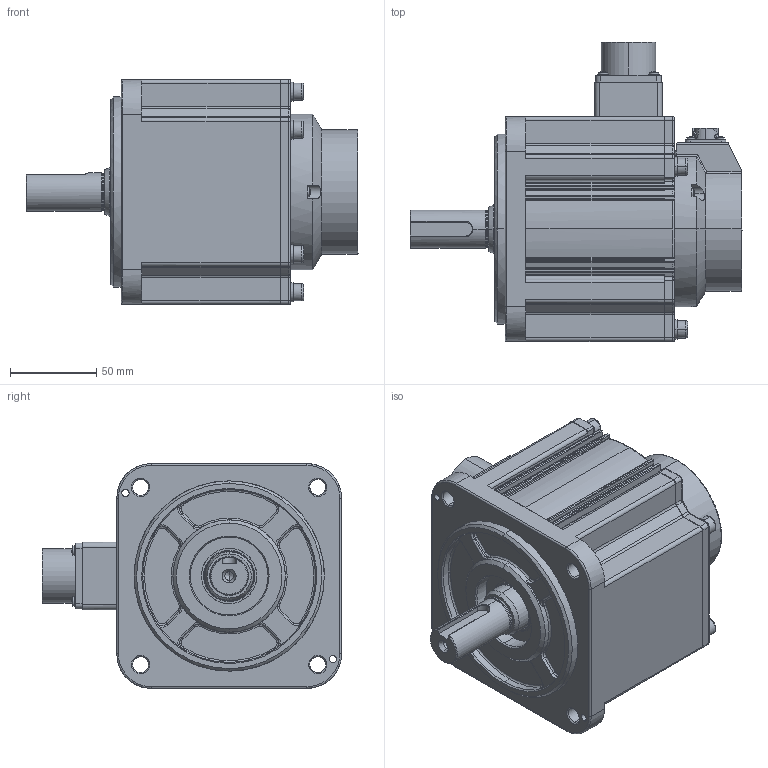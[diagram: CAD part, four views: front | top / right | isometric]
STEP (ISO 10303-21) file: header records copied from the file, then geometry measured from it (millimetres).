
FILE_DESCRIPTION (( 'STEP AP214' ), '1' );
FILE_NAME ('4611170001549 SM3M-132ATNUV.STEP', '2024-02-05T01:02:01', ( '' ), ( '' ), 'SwSTEP 2.0', 'SolidWorks 2015', '' );
FILE_SCHEMA (( 'AUTOMOTIVE_DESIGN' ));
Length unit declared in the file: millimetre
Products named in the file (1): 4611170001549 SM3M-132ATNUV
Bounding box: 192 x 173 x 130.01 mm (x, y, z)
Volume: 1741973.2 mm3; surface area: 143613.7 mm2
Topology: 14 solids, 47 shells, 1676 faces, 4415 edges, 2876 vertices
Faces by surface type: cylinder 685, plane 655, bspline 195, cone 123, torus 14, sphere 4
Entity records: 70767 total; most frequent: CARTESIAN_POINT 32649, ORIENTED_EDGE 8714, DIRECTION 6591, EDGE_CURVE 4357, VERTEX_POINT 2876, AXIS2_PLACEMENT_3D 2362, LINE 1867, VECTOR 1867
